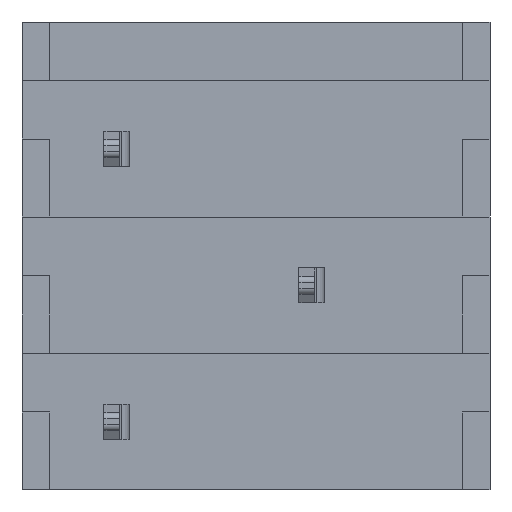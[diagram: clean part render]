
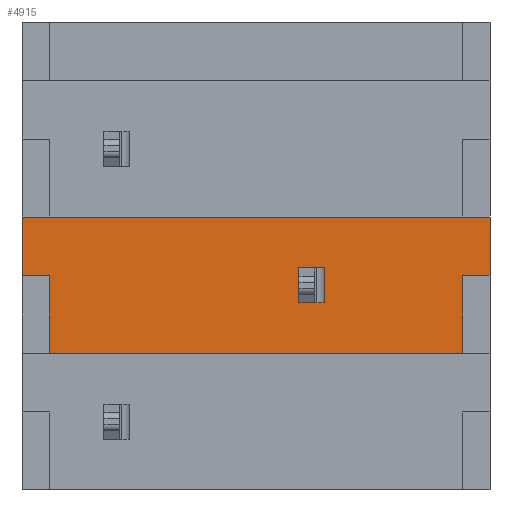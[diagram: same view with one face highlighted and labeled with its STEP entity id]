
A CAD part, front view. The second image highlights one B-rep face of the part: STEP entity #4915.
In plain terms, the highlighted planar face has unit normal (0, -1, 0).
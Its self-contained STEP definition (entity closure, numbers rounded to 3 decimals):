
#340 = CARTESIAN_POINT ( 'NONE',  ( 7.5, 0.3, -2.2 ) ) ;
#380 = CARTESIAN_POINT ( 'NONE',  ( 0.7, 0.3, -1.3 ) ) ;
#614 = EDGE_CURVE ( 'NONE', #12015, #9689, #968, .T. ) ;
#968 = LINE ( 'NONE', #2982, #6961 ) ;
#1024 = LINE ( 'NONE', #6617, #4894 ) ;
#1114 = DIRECTION ( 'NONE',  ( 1., 0., 0. ) ) ;
#1239 = CARTESIAN_POINT ( 'NONE',  ( 7.1, 0.3, -1.3 ) ) ;
#1336 = VECTOR ( 'NONE', #1339, 1000. ) ;
#1339 = DIRECTION ( 'NONE',  ( 0., 0., -1. ) ) ;
#1557 = ORIENTED_EDGE ( 'NONE', *, *, #10861, .T. ) ;
#2121 = CARTESIAN_POINT ( 'NONE',  ( 7.5, 0.3, -1.3 ) ) ;
#2153 = EDGE_CURVE ( 'NONE', #13281, #8532, #6973, .T. ) ;
#2270 = VERTEX_POINT ( 'NONE', #13348 ) ;
#2552 = EDGE_LOOP ( 'NONE', ( #14157, #1557, #9028, #10555, #10636, #3695, #13564, #11059 ) ) ;
#2588 = DIRECTION ( 'NONE',  ( 1., 0., 0. ) ) ;
#2615 = LINE ( 'NONE', #11421, #7819 ) ;
#2841 = CARTESIAN_POINT ( 'NONE',  ( 0., 0.3, 0. ) ) ;
#2843 = VECTOR ( 'NONE', #4952, 1000. ) ;
#2930 = EDGE_CURVE ( 'NONE', #7873, #10822, #3452, .T. ) ;
#2982 = CARTESIAN_POINT ( 'NONE',  ( 12., 0.3, -3.5 ) ) ;
#3106 = CARTESIAN_POINT ( 'NONE',  ( 0.7, 0.3, -1.5 ) ) ;
#3183 = CARTESIAN_POINT ( 'NONE',  ( 0., 0.3, -3.5 ) ) ;
#3193 = DIRECTION ( 'NONE',  ( 0., 0., 1. ) ) ;
#3367 = LINE ( 'NONE', #7730, #4713 ) ;
#3452 = LINE ( 'NONE', #11171, #12554 ) ;
#3681 = VECTOR ( 'NONE', #8367, 1000. ) ;
#3695 = ORIENTED_EDGE ( 'NONE', *, *, #11392, .F. ) ;
#3966 = VERTEX_POINT ( 'NONE', #12375 ) ;
#4013 = VECTOR ( 'NONE', #9089, 1000. ) ;
#4024 = LINE ( 'NONE', #14020, #3681 ) ;
#4041 = CARTESIAN_POINT ( 'NONE',  ( 12., 0.3, 0. ) ) ;
#4207 = PLANE ( 'NONE',  #5329 ) ;
#4287 = CARTESIAN_POINT ( 'NONE',  ( 11.3, 0.3, -1.5 ) ) ;
#4713 = VECTOR ( 'NONE', #12104, 1000. ) ;
#4894 = VECTOR ( 'NONE', #5382, 1000. ) ;
#4915 = ADVANCED_FACE ( 'NONE', ( #14086, #6496 ), #4207, .T. ) ;
#4952 = DIRECTION ( 'NONE',  ( 1., 0., 0. ) ) ;
#5077 = EDGE_CURVE ( 'NONE', #12015, #5628, #1024, .T. ) ;
#5203 = CARTESIAN_POINT ( 'NONE',  ( 0.7, 0.3, -3.5 ) ) ;
#5329 = AXIS2_PLACEMENT_3D ( 'NONE', #5203, #9642, #1114 ) ;
#5344 = ORIENTED_EDGE ( 'NONE', *, *, #2153, .T. ) ;
#5382 = DIRECTION ( 'NONE',  ( -1., 0., 0. ) ) ;
#5423 = LINE ( 'NONE', #5636, #1336 ) ;
#5455 = CARTESIAN_POINT ( 'NONE',  ( 11.704, 0.3, -3.5 ) ) ;
#5482 = CARTESIAN_POINT ( 'NONE',  ( 0.7, 0.3, -3.5 ) ) ;
#5628 = VERTEX_POINT ( 'NONE', #4287 ) ;
#5636 = CARTESIAN_POINT ( 'NONE',  ( 0.7, 0.3, -3.5 ) ) ;
#5901 = DIRECTION ( 'NONE',  ( 0., 0., -1. ) ) ;
#6034 = LINE ( 'NONE', #8249, #2843 ) ;
#6496 = FACE_BOUND ( 'NONE', #12312, .T. ) ;
#6572 = ORIENTED_EDGE ( 'NONE', *, *, #6609, .T. ) ;
#6609 = EDGE_CURVE ( 'NONE', #3966, #8522, #3367, .T. ) ;
#6617 = CARTESIAN_POINT ( 'NONE',  ( 0.7, 0.3, -1.5 ) ) ;
#6961 = VECTOR ( 'NONE', #3193, 1000. ) ;
#6973 = LINE ( 'NONE', #13652, #13441 ) ;
#7464 = VERTEX_POINT ( 'NONE', #2841 ) ;
#7555 = LINE ( 'NONE', #5455, #13100 ) ;
#7691 = DIRECTION ( 'NONE',  ( 0., 0., 1. ) ) ;
#7730 = CARTESIAN_POINT ( 'NONE',  ( 7.1, 0.3, -3.5 ) ) ;
#7819 = VECTOR ( 'NONE', #7906, 1000. ) ;
#7873 = VERTEX_POINT ( 'NONE', #12326 ) ;
#7878 = LINE ( 'NONE', #380, #4013 ) ;
#7906 = DIRECTION ( 'NONE',  ( 0., 0., 1. ) ) ;
#8249 = CARTESIAN_POINT ( 'NONE',  ( -0.2, 0.3, 0. ) ) ;
#8367 = DIRECTION ( 'NONE',  ( -1., 0., 0. ) ) ;
#8522 = VERTEX_POINT ( 'NONE', #1239 ) ;
#8532 = VERTEX_POINT ( 'NONE', #340 ) ;
#8823 = DIRECTION ( 'NONE',  ( 1., 0., 0. ) ) ;
#8939 = VERTEX_POINT ( 'NONE', #5482 ) ;
#9028 = ORIENTED_EDGE ( 'NONE', *, *, #13688, .T. ) ;
#9089 = DIRECTION ( 'NONE',  ( -1., 0., 0. ) ) ;
#9642 = DIRECTION ( 'NONE',  ( 0., -1., 0. ) ) ;
#9689 = VERTEX_POINT ( 'NONE', #4041 ) ;
#10555 = ORIENTED_EDGE ( 'NONE', *, *, #5077, .F. ) ;
#10636 = ORIENTED_EDGE ( 'NONE', *, *, #614, .T. ) ;
#10822 = VERTEX_POINT ( 'NONE', #3106 ) ;
#10861 = EDGE_CURVE ( 'NONE', #8939, #2270, #7555, .T. ) ;
#10922 = EDGE_CURVE ( 'NONE', #7873, #7464, #14070, .T. ) ;
#11059 = ORIENTED_EDGE ( 'NONE', *, *, #2930, .T. ) ;
#11171 = CARTESIAN_POINT ( 'NONE',  ( 0.7, 0.3, -1.5 ) ) ;
#11392 = EDGE_CURVE ( 'NONE', #7464, #9689, #6034, .T. ) ;
#11421 = CARTESIAN_POINT ( 'NONE',  ( 11.3, 0.3, -3.5 ) ) ;
#11617 = EDGE_CURVE ( 'NONE', #13281, #8522, #7878, .T. ) ;
#11793 = ORIENTED_EDGE ( 'NONE', *, *, #11617, .F. ) ;
#11957 = VECTOR ( 'NONE', #7691, 1000. ) ;
#12015 = VERTEX_POINT ( 'NONE', #12957 ) ;
#12104 = DIRECTION ( 'NONE',  ( 0., 0., 1. ) ) ;
#12128 = EDGE_CURVE ( 'NONE', #10822, #8939, #5423, .T. ) ;
#12312 = EDGE_LOOP ( 'NONE', ( #5344, #13876, #6572, #11793 ) ) ;
#12326 = CARTESIAN_POINT ( 'NONE',  ( 0., 0.3, -1.5 ) ) ;
#12375 = CARTESIAN_POINT ( 'NONE',  ( 7.1, 0.3, -2.2 ) ) ;
#12459 = EDGE_CURVE ( 'NONE', #8532, #3966, #4024, .T. ) ;
#12554 = VECTOR ( 'NONE', #2588, 1000. ) ;
#12957 = CARTESIAN_POINT ( 'NONE',  ( 12., 0.3, -1.5 ) ) ;
#13100 = VECTOR ( 'NONE', #8823, 1000. ) ;
#13281 = VERTEX_POINT ( 'NONE', #2121 ) ;
#13348 = CARTESIAN_POINT ( 'NONE',  ( 11.3, 0.3, -3.5 ) ) ;
#13441 = VECTOR ( 'NONE', #5901, 1000. ) ;
#13564 = ORIENTED_EDGE ( 'NONE', *, *, #10922, .F. ) ;
#13652 = CARTESIAN_POINT ( 'NONE',  ( 7.5, 0.3, -3.5 ) ) ;
#13688 = EDGE_CURVE ( 'NONE', #2270, #5628, #2615, .T. ) ;
#13876 = ORIENTED_EDGE ( 'NONE', *, *, #12459, .T. ) ;
#14020 = CARTESIAN_POINT ( 'NONE',  ( 0.7, 0.3, -2.2 ) ) ;
#14070 = LINE ( 'NONE', #3183, #11957 ) ;
#14086 = FACE_OUTER_BOUND ( 'NONE', #2552, .T. ) ;
#14157 = ORIENTED_EDGE ( 'NONE', *, *, #12128, .T. ) ;
